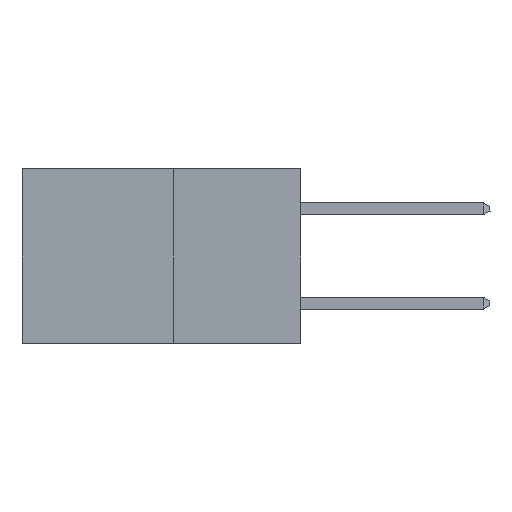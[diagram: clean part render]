
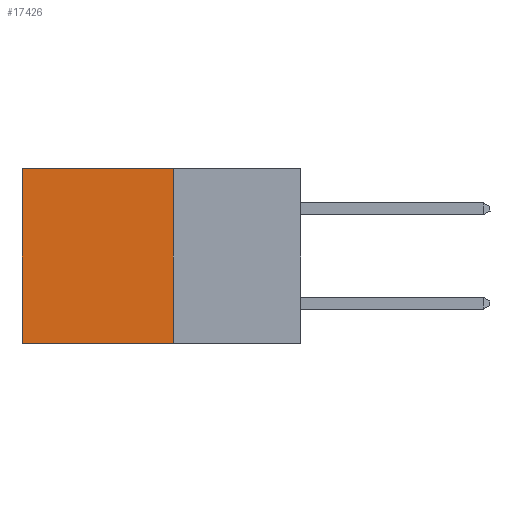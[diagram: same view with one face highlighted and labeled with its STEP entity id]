
A CAD part, left-side view. The second image highlights one B-rep face of the part: STEP entity #17426.
In plain terms, the highlighted planar face has unit normal (-1, 0, 0).
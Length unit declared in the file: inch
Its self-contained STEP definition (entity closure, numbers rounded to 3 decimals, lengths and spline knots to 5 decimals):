
#1304 = EDGE_CURVE ( 'NONE', #22919, #13417, #22982, .T. ) ;
#1615 = VECTOR ( 'NONE', #21525, 39.37008 ) ;
#1674 = PLANE ( 'NONE',  #3165 ) ;
#2253 = CARTESIAN_POINT ( 'NONE',  ( 0.277, 0.27, -0.37 ) ) ;
#3165 = AXIS2_PLACEMENT_3D ( 'NONE', #17131, #5653, #19020 ) ;
#3885 = VECTOR ( 'NONE', #21225, 39.37008 ) ;
#5653 = DIRECTION ( 'NONE',  ( 1., 0., 0. ) ) ;
#6162 = EDGE_LOOP ( 'NONE', ( #14908, #11980, #16220, #15017 ) ) ;
#7151 = CARTESIAN_POINT ( 'NONE',  ( 0.277, 0.27, 0. ) ) ;
#8813 = DIRECTION ( 'NONE',  ( 0., 1., 0. ) ) ;
#9285 = LINE ( 'NONE', #20097, #14086 ) ;
#9714 = LINE ( 'NONE', #2253, #3885 ) ;
#10188 = FACE_OUTER_BOUND ( 'NONE', #6162, .T. ) ;
#11590 = CARTESIAN_POINT ( 'NONE',  ( 0.277, 0.27, -0.37 ) ) ;
#11615 = VERTEX_POINT ( 'NONE', #16475 ) ;
#11980 = ORIENTED_EDGE ( 'NONE', *, *, #21495, .F. ) ;
#12729 = EDGE_CURVE ( 'NONE', #11615, #13166, #21208, .T. ) ;
#13166 = VERTEX_POINT ( 'NONE', #14718 ) ;
#13417 = VERTEX_POINT ( 'NONE', #11590 ) ;
#14086 = VECTOR ( 'NONE', #8813, 39.37008 ) ;
#14718 = CARTESIAN_POINT ( 'NONE',  ( 0.277, 0.59, -0.37 ) ) ;
#14908 = ORIENTED_EDGE ( 'NONE', *, *, #12729, .T. ) ;
#15017 = ORIENTED_EDGE ( 'NONE', *, *, #24177, .T. ) ;
#15408 = DIRECTION ( 'NONE',  ( 0., 0., -1. ) ) ;
#16220 = ORIENTED_EDGE ( 'NONE', *, *, #1304, .F. ) ;
#16475 = CARTESIAN_POINT ( 'NONE',  ( 0.277, 0.59, 0. ) ) ;
#16880 = VECTOR ( 'NONE', #15408, 39.37008 ) ;
#17131 = CARTESIAN_POINT ( 'NONE',  ( 0.277, 0.27, -0.37 ) ) ;
#17426 = ADVANCED_FACE ( 'NONE', ( #10188 ), #1674, .F. ) ;
#19020 = DIRECTION ( 'NONE',  ( 0., 0., -1. ) ) ;
#20097 = CARTESIAN_POINT ( 'NONE',  ( 0.277, 0.27, 0. ) ) ;
#21208 = LINE ( 'NONE', #22818, #16880 ) ;
#21225 = DIRECTION ( 'NONE',  ( 0., 1., 0. ) ) ;
#21495 = EDGE_CURVE ( 'NONE', #13417, #13166, #9714, .T. ) ;
#21525 = DIRECTION ( 'NONE',  ( 0., 0., -1. ) ) ;
#22567 = CARTESIAN_POINT ( 'NONE',  ( 0.277, 0.27, -0.37 ) ) ;
#22818 = CARTESIAN_POINT ( 'NONE',  ( 0.277, 0.59, -0.37 ) ) ;
#22919 = VERTEX_POINT ( 'NONE', #7151 ) ;
#22982 = LINE ( 'NONE', #22567, #1615 ) ;
#24177 = EDGE_CURVE ( 'NONE', #22919, #11615, #9285, .T. ) ;
